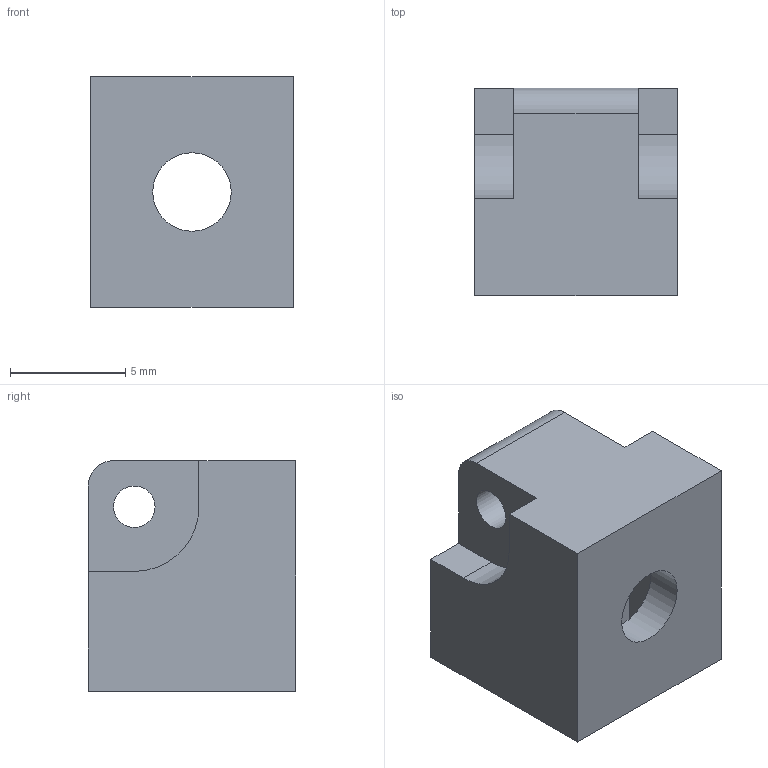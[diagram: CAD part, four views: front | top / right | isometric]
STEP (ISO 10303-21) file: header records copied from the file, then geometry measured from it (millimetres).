
FILE_DESCRIPTION(/* description */ (''),/* implementation_level */ '2;1');
FILE_NAME(/* name */ 'Slider.step',/* time_stamp */ '2019-01-12T21:20:27+01:00',/* author */ (''),/* organization */ (''),/* preprocessor_version */ 'ST-DEVELOPER v17.2',/* originating_system */ 'Autodesk Translation Framework v7.6.0.251',/* authorisation */ '');
FILE_SCHEMA (('AUTOMOTIVE_DESIGN { 1 0 10303 214 3 1 1 }'));
Length unit declared in the file: millimetre
Products named in the file (1): FusionComponent
Bounding box: 8.8 x 9 x 10 mm (x, y, z)
Volume: 523 mm3; surface area: 696.5 mm2
Topology: 1 solids, 1 shells, 24 faces, 64 edges, 43 vertices
Faces by surface type: plane 18, cylinder 6
Full cylindrical faces by diameter (mm): 1.8 x1, 3.4 x2
Entity records: 801 total; most frequent: CARTESIAN_POINT 132, ORIENTED_EDGE 128, DIRECTION 127, EDGE_CURVE 64, LINE 51, VECTOR 51, VERTEX_POINT 43, AXIS2_PLACEMENT_3D 38
